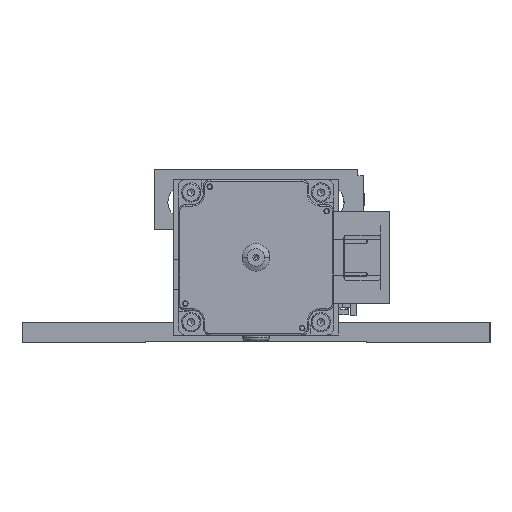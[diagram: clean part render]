
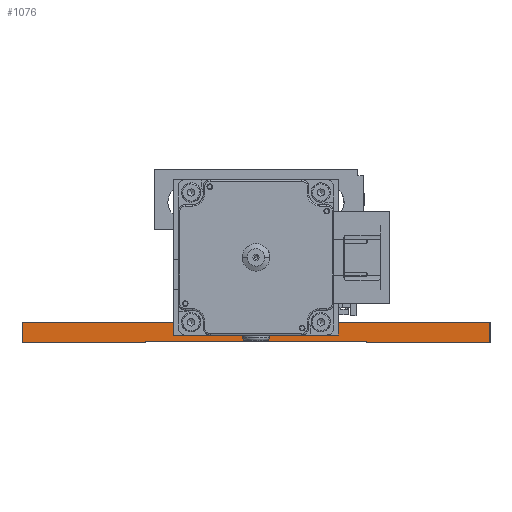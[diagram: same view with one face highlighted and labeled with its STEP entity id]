
A CAD part, front view. The second image highlights one B-rep face of the part: STEP entity #1076.
In plain terms, the highlighted planar face has unit normal (0, -1, 0).
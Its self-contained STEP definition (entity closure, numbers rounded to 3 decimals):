
#1076=ADVANCED_FACE('',(#3587),#39385,.T.);
#3587=FACE_OUTER_BOUND('',#6121,.T.);
#6121=EDGE_LOOP('',(#11967,#11968,#11969,#11970,#11971,#11972,#11973,#11974,
#11975,#11976,#11977,#11978,#11979,#11980,#11981,#11982));
#11967=ORIENTED_EDGE('',*,*,#23296,.T.);
#11968=ORIENTED_EDGE('',*,*,#23303,.T.);
#11969=ORIENTED_EDGE('',*,*,#23325,.T.);
#11970=ORIENTED_EDGE('',*,*,#23326,.F.);
#11971=ORIENTED_EDGE('',*,*,#23327,.T.);
#11972=ORIENTED_EDGE('',*,*,#23328,.T.);
#11973=ORIENTED_EDGE('',*,*,#23329,.T.);
#11974=ORIENTED_EDGE('',*,*,#23330,.F.);
#11975=ORIENTED_EDGE('',*,*,#23331,.F.);
#11976=ORIENTED_EDGE('',*,*,#23317,.T.);
#11977=ORIENTED_EDGE('',*,*,#23332,.T.);
#11978=ORIENTED_EDGE('',*,*,#23413,.F.);
#11979=ORIENTED_EDGE('',*,*,#23333,.T.);
#11980=ORIENTED_EDGE('',*,*,#23310,.T.);
#11981=ORIENTED_EDGE('',*,*,#23307,.T.);
#11982=ORIENTED_EDGE('',*,*,#23409,.F.);
#23296=EDGE_CURVE('',#35897,#35900,#29439,.T.);
#23303=EDGE_CURVE('',#35900,#35908,#29446,.T.);
#23307=EDGE_CURVE('',#35915,#35914,#29450,.T.);
#23310=EDGE_CURVE('',#35912,#35915,#29453,.T.);
#23317=EDGE_CURVE('',#35925,#35919,#29460,.T.);
#23325=EDGE_CURVE('',#35908,#35932,#29468,.T.);
#23326=EDGE_CURVE('',#35933,#35932,#29469,.T.);
#23327=EDGE_CURVE('',#35933,#35934,#29470,.T.);
#23328=EDGE_CURVE('',#35934,#35935,#29471,.T.);
#23329=EDGE_CURVE('',#35935,#35936,#29472,.T.);
#23330=EDGE_CURVE('',#35937,#35936,#29473,.T.);
#23331=EDGE_CURVE('',#35925,#35937,#29474,.T.);
#23332=EDGE_CURVE('',#35919,#35918,#29475,.T.);
#23333=EDGE_CURVE('',#35909,#35912,#29476,.T.);
#23409=EDGE_CURVE('',#35897,#35914,#29530,.T.);
#23413=EDGE_CURVE('',#35909,#35918,#29534,.T.);
#29439=B_SPLINE_CURVE_WITH_KNOTS('',1,(#93938,#93939),.UNSPECIFIED.,.F.,
 .F.,(2,2),(0.,0.05),.UNSPECIFIED.);
#29446=B_SPLINE_CURVE_WITH_KNOTS('',1,(#93952,#93953),.UNSPECIFIED.,.F.,
 .F.,(2,2),(3.963,10.013),.UNSPECIFIED.);
#29450=B_SPLINE_CURVE_WITH_KNOTS('',1,(#93960,#93961),.UNSPECIFIED.,.F.,
 .F.,(2,2),(-0.05,0.),.UNSPECIFIED.);
#29453=B_SPLINE_CURVE_WITH_KNOTS('',1,(#93966,#93967),.UNSPECIFIED.,.F.,
 .F.,(2,2),(3.3,5.2),.UNSPECIFIED.);
#29460=B_SPLINE_CURVE_WITH_KNOTS('',1,(#93980,#93981),.UNSPECIFIED.,.F.,
 .F.,(2,2),(-1.513,4.538),.UNSPECIFIED.);
#29468=B_SPLINE_CURVE_WITH_KNOTS('',1,(#93996,#93997),.UNSPECIFIED.,.F.,
 .F.,(2,2),(0.05,0.8),.UNSPECIFIED.);
#29469=B_SPLINE_CURVE_WITH_KNOTS('',1,(#93998,#93999),.UNSPECIFIED.,.F.,
 .F.,(2,2),(12.5,17.),.UNSPECIFIED.);
#29470=B_SPLINE_CURVE_WITH_KNOTS('',1,(#94000,#94001),.UNSPECIFIED.,.F.,
 .F.,(2,2),(-0.4,-0.35),.UNSPECIFIED.);
#29471=B_SPLINE_CURVE_WITH_KNOTS('',1,(#94002,#94003),.UNSPECIFIED.,.F.,
 .F.,(2,2),(-8.25,-0.25),.UNSPECIFIED.);
#29472=B_SPLINE_CURVE_WITH_KNOTS('',1,(#94004,#94005),.UNSPECIFIED.,.F.,
 .F.,(2,2),(0.35,0.4),.UNSPECIFIED.);
#29473=B_SPLINE_CURVE_WITH_KNOTS('',1,(#94006,#94007),.UNSPECIFIED.,.F.,
 .F.,(2,2),(0.,4.5),.UNSPECIFIED.);
#29474=B_SPLINE_CURVE_WITH_KNOTS('',1,(#94008,#94009),.UNSPECIFIED.,.F.,
 .F.,(2,2),(0.05,0.8),.UNSPECIFIED.);
#29475=B_SPLINE_CURVE_WITH_KNOTS('',1,(#94010,#94011),.UNSPECIFIED.,.F.,
 .F.,(2,2),(-0.05,0.),.UNSPECIFIED.);
#29476=B_SPLINE_CURVE_WITH_KNOTS('',1,(#94012,#94013),.UNSPECIFIED.,.F.,
 .F.,(2,2),(0.,0.05),.UNSPECIFIED.);
#29530=B_SPLINE_CURVE_WITH_KNOTS('',1,(#94180,#94181),.UNSPECIFIED.,.F.,
 .F.,(2,2),(-5.85,-4.35),.UNSPECIFIED.);
#29534=B_SPLINE_CURVE_WITH_KNOTS('',1,(#94188,#94189),.UNSPECIFIED.,.F.,
 .F.,(2,2),(-4.15,-2.65),.UNSPECIFIED.);
#35897=VERTEX_POINT('',#69136);
#35900=VERTEX_POINT('',#69139);
#35908=VERTEX_POINT('',#69147);
#35909=VERTEX_POINT('',#69148);
#35912=VERTEX_POINT('',#69151);
#35914=VERTEX_POINT('',#69153);
#35915=VERTEX_POINT('',#69154);
#35918=VERTEX_POINT('',#69157);
#35919=VERTEX_POINT('',#69158);
#35925=VERTEX_POINT('',#69164);
#35932=VERTEX_POINT('',#69171);
#35933=VERTEX_POINT('',#69172);
#35934=VERTEX_POINT('',#69173);
#35935=VERTEX_POINT('',#69174);
#35936=VERTEX_POINT('',#69175);
#35937=VERTEX_POINT('',#69176);
#39385=PLANE('',#41797);
#41797=AXIS2_PLACEMENT_3D('',#63242,#43660,$);
#43660=DIRECTION('',(0.,-1.,0.));
#63242=CARTESIAN_POINT('',(85.01,-209.05,8.01));
#69136=CARTESIAN_POINT('',(-24.5,-209.05,8.));
#69139=CARTESIAN_POINT('',(-24.5,-209.05,7.5));
#69147=CARTESIAN_POINT('',(-85.,-209.05,7.5));
#69148=CARTESIAN_POINT('',(9.5,-209.05,8.));
#69151=CARTESIAN_POINT('',(9.5,-209.05,7.5));
#69153=CARTESIAN_POINT('',(-9.5,-209.05,8.));
#69154=CARTESIAN_POINT('',(-9.5,-209.05,7.5));
#69157=CARTESIAN_POINT('',(24.5,-209.05,8.));
#69158=CARTESIAN_POINT('',(24.5,-209.05,7.5));
#69164=CARTESIAN_POINT('',(85.,-209.05,7.5));
#69171=CARTESIAN_POINT('',(-85.,-209.05,0.));
#69172=CARTESIAN_POINT('',(-40.,-209.05,0.));
#69173=CARTESIAN_POINT('',(-40.,-209.05,0.5));
#69174=CARTESIAN_POINT('',(40.,-209.05,0.5));
#69175=CARTESIAN_POINT('',(40.,-209.05,0.));
#69176=CARTESIAN_POINT('',(85.,-209.05,0.));
#93938=CARTESIAN_POINT('',(-24.5,-209.05,8.));
#93939=CARTESIAN_POINT('',(-24.5,-209.05,7.5));
#93952=CARTESIAN_POINT('',(-24.5,-209.05,7.5));
#93953=CARTESIAN_POINT('',(-85.,-209.05,7.5));
#93960=CARTESIAN_POINT('',(-9.5,-209.05,7.5));
#93961=CARTESIAN_POINT('',(-9.5,-209.05,8.));
#93966=CARTESIAN_POINT('',(9.5,-209.05,7.5));
#93967=CARTESIAN_POINT('',(-9.5,-209.05,7.5));
#93980=CARTESIAN_POINT('',(85.,-209.05,7.5));
#93981=CARTESIAN_POINT('',(24.5,-209.05,7.5));
#93996=CARTESIAN_POINT('',(-85.,-209.05,7.5));
#93997=CARTESIAN_POINT('',(-85.,-209.05,0.));
#93998=CARTESIAN_POINT('',(-40.,-209.05,0.));
#93999=CARTESIAN_POINT('',(-85.,-209.05,0.));
#94000=CARTESIAN_POINT('',(-40.,-209.05,0.));
#94001=CARTESIAN_POINT('',(-40.,-209.05,0.5));
#94002=CARTESIAN_POINT('',(-40.,-209.05,0.5));
#94003=CARTESIAN_POINT('',(40.,-209.05,0.5));
#94004=CARTESIAN_POINT('',(40.,-209.05,0.5));
#94005=CARTESIAN_POINT('',(40.,-209.05,0.));
#94006=CARTESIAN_POINT('',(85.,-209.05,0.));
#94007=CARTESIAN_POINT('',(40.,-209.05,0.));
#94008=CARTESIAN_POINT('',(85.,-209.05,7.5));
#94009=CARTESIAN_POINT('',(85.,-209.05,0.));
#94010=CARTESIAN_POINT('',(24.5,-209.05,7.5));
#94011=CARTESIAN_POINT('',(24.5,-209.05,8.));
#94012=CARTESIAN_POINT('',(9.5,-209.05,8.));
#94013=CARTESIAN_POINT('',(9.5,-209.05,7.5));
#94180=CARTESIAN_POINT('',(-24.5,-209.05,8.));
#94181=CARTESIAN_POINT('',(-9.5,-209.05,8.));
#94188=CARTESIAN_POINT('',(9.5,-209.05,8.));
#94189=CARTESIAN_POINT('',(24.5,-209.05,8.));
